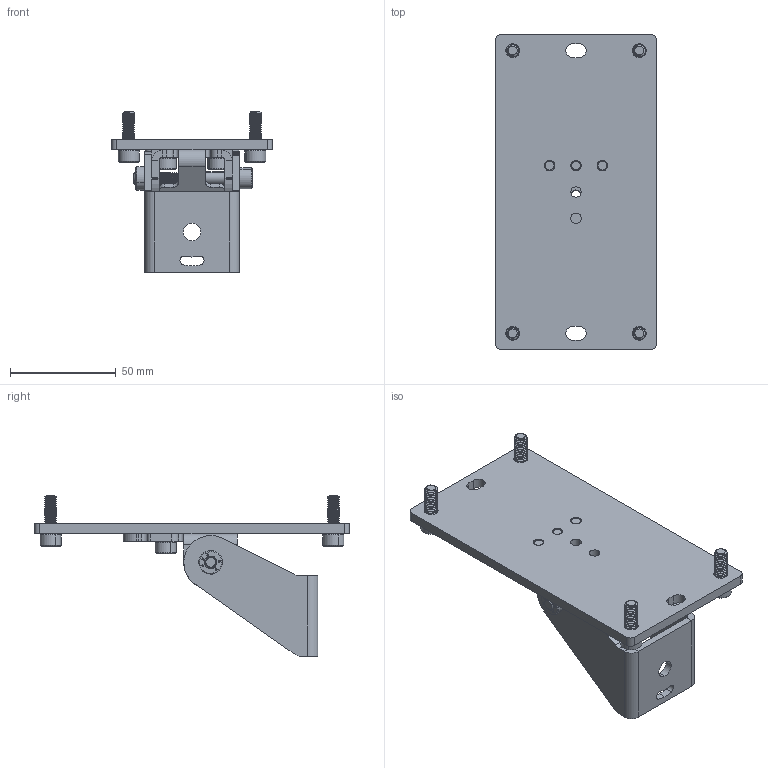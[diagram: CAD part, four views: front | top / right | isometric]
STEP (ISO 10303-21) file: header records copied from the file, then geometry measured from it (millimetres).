
FILE_DESCRIPTION (( 'STEP AP203' ), '1' );
FILE_NAME ('PTU-ML.STEP', '2022-03-28T17:16:43', ( '' ), ( '' ), 'SwSTEP 2.0', 'SolidWorks 2021', '' );
FILE_SCHEMA (( 'CONFIG_CONTROL_DESIGN' ));
Length unit declared in the file: inch
Products named in the file (9): 91292A144_91292A144; 200300; 200301; 91292A136_91292A136; SP-M6-1; 201258; 91292A201_91292A201; 200302; PTU-ML
Assembly tree (13 placements, depth 3):
  PTU-ML
    200300
      200301
      SP-M6-1
    200302
    201258
    91292A144_91292A144
    91292A136_91292A136  x4
    91292A201_91292A201  x3
Bounding box: 76.2 x 149.22 x 75.95 mm (x, y, z)
Volume: 88312.3 mm3; surface area: 53342.4 mm2
Topology: 12 solids, 12 shells, 1115 faces, 3024 edges, 1958 vertices
Faces by surface type: cylinder 734, plane 249, cone 115, bspline 17
Entity records: 30082 total; most frequent: CARTESIAN_POINT 11680, ORIENTED_EDGE 3808, DIRECTION 3592, EDGE_CURVE 1904, AXIS2_PLACEMENT_3D 1335, VERTEX_POINT 1238, LINE 922, VECTOR 922
